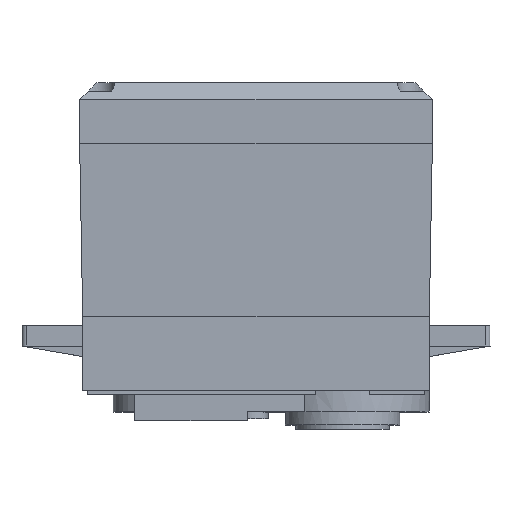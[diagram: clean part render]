
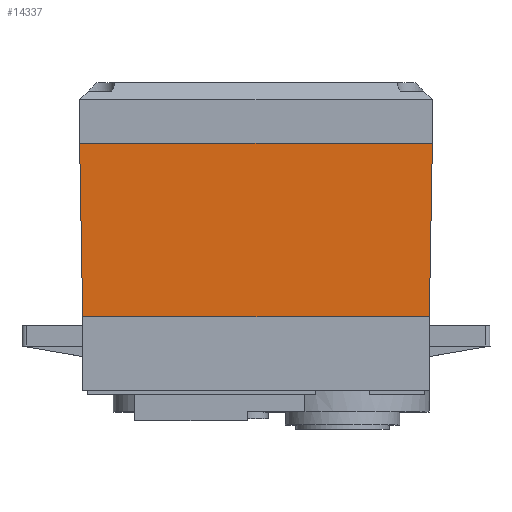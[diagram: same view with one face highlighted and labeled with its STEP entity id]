
A CAD part, top view. The second image highlights one B-rep face of the part: STEP entity #14337.
In plain terms, the highlighted planar face has unit normal (0, -0.018, 1).
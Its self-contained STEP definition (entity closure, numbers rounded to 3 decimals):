
#831 = ORIENTED_EDGE ( 'NONE', *, *, #1549, .T. ) ;
#1214 = CARTESIAN_POINT ( 'NONE',  ( 10.271, 138., 53.449 ) ) ;
#1340 = EDGE_LOOP ( 'NONE', ( #831, #15969, #12434, #14903 ) ) ;
#1549 = EDGE_CURVE ( 'NONE', #4511, #13696, #11945, .T. ) ;
#1626 = DIRECTION ( 'NONE',  ( 1., 0., 0. ) ) ;
#3727 = CARTESIAN_POINT ( 'NONE',  ( 37.404, 138., 53.449 ) ) ;
#4043 = CARTESIAN_POINT ( 'NONE',  ( 10.388, 131.333, 53.333 ) ) ;
#4307 = EDGE_CURVE ( 'NONE', #4511, #14064, #8166, .T. ) ;
#4331 = CARTESIAN_POINT ( 'NONE',  ( 37.287, 118., 53.1 ) ) ;
#4511 = VERTEX_POINT ( 'NONE', #10907 ) ;
#4598 = CARTESIAN_POINT ( 'NONE',  ( 50.621, 118., 53.1 ) ) ;
#4938 = CARTESIAN_POINT ( 'NONE',  ( 50.621, 118., 53.1 ) ) ;
#5321 = CARTESIAN_POINT ( 'NONE',  ( 10.621, 118., 53.1 ) ) ;
#6103 = VERTEX_POINT ( 'NONE', #9842 ) ;
#7009 = CARTESIAN_POINT ( 'NONE',  ( 10.271, 138., 53.449 ) ) ;
#8166 = B_SPLINE_CURVE_WITH_KNOTS ( 'NONE', 3,
 ( #9912, #12999, #15817, #4598 ),
 .UNSPECIFIED., .F., .F.,
 ( 4, 4 ),
 ( 0., 1. ),
 .UNSPECIFIED. ) ;
#8830 = B_SPLINE_CURVE_WITH_KNOTS ( 'NONE', 3,
 ( #17109, #4331, #9911, #14269 ),
 .UNSPECIFIED., .F., .F.,
 ( 4, 4 ),
 ( 0., 1. ),
 .UNSPECIFIED. ) ;
#8922 = PLANE ( 'NONE',  #13811 ) ;
#9303 = CARTESIAN_POINT ( 'NONE',  ( 23.838, 138., 53.449 ) ) ;
#9626 = CARTESIAN_POINT ( 'NONE',  ( 10.504, 124.667, 53.216 ) ) ;
#9838 = B_SPLINE_CURVE_WITH_KNOTS ( 'NONE', 3,
 ( #5321, #9626, #4043, #1214 ),
 .UNSPECIFIED., .F., .F.,
 ( 4, 4 ),
 ( 0., 1. ),
 .UNSPECIFIED. ) ;
#9842 = CARTESIAN_POINT ( 'NONE',  ( 10.621, 118., 53.1 ) ) ;
#9911 = CARTESIAN_POINT ( 'NONE',  ( 23.954, 118., 53.1 ) ) ;
#9912 = CARTESIAN_POINT ( 'NONE',  ( 50.97, 138., 53.449 ) ) ;
#10907 = CARTESIAN_POINT ( 'NONE',  ( 50.97, 138., 53.449 ) ) ;
#11201 = EDGE_CURVE ( 'NONE', #6103, #13696, #9838, .T. ) ;
#11574 = CARTESIAN_POINT ( 'NONE',  ( 10.621, 118., 53.1 ) ) ;
#11945 = B_SPLINE_CURVE_WITH_KNOTS ( 'NONE', 3,
 ( #16219, #3727, #9303, #7009 ),
 .UNSPECIFIED., .F., .F.,
 ( 4, 4 ),
 ( 0., 1. ),
 .UNSPECIFIED. ) ;
#12434 = ORIENTED_EDGE ( 'NONE', *, *, #13638, .F. ) ;
#12999 = CARTESIAN_POINT ( 'NONE',  ( 50.853, 131.333, 53.333 ) ) ;
#13638 = EDGE_CURVE ( 'NONE', #14064, #6103, #8830, .T. ) ;
#13696 = VERTEX_POINT ( 'NONE', #15904 ) ;
#13811 = AXIS2_PLACEMENT_3D ( 'NONE', #11574, #17136, #1626 ) ;
#14064 = VERTEX_POINT ( 'NONE', #4938 ) ;
#14269 = CARTESIAN_POINT ( 'NONE',  ( 10.621, 118., 53.1 ) ) ;
#14299 = FACE_OUTER_BOUND ( 'NONE', #1340, .T. ) ;
#14337 = ADVANCED_FACE ( 'NONE', ( #14299 ), #8922, .T. ) ;
#14903 = ORIENTED_EDGE ( 'NONE', *, *, #4307, .F. ) ;
#15817 = CARTESIAN_POINT ( 'NONE',  ( 50.737, 124.667, 53.216 ) ) ;
#15904 = CARTESIAN_POINT ( 'NONE',  ( 10.271, 138., 53.449 ) ) ;
#15969 = ORIENTED_EDGE ( 'NONE', *, *, #11201, .F. ) ;
#16219 = CARTESIAN_POINT ( 'NONE',  ( 50.97, 138., 53.449 ) ) ;
#17109 = CARTESIAN_POINT ( 'NONE',  ( 50.621, 118., 53.1 ) ) ;
#17136 = DIRECTION ( 'NONE',  ( 0., -0.017, 1. ) ) ;
